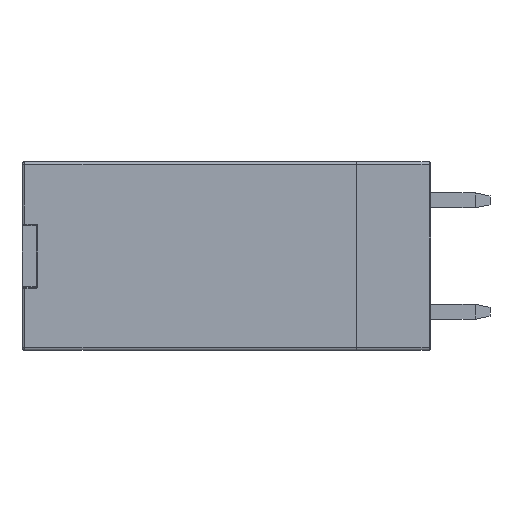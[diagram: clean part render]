
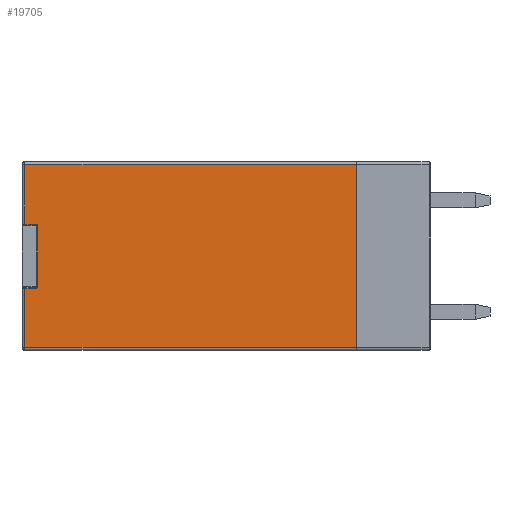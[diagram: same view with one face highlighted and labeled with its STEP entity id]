
A CAD part, left-side view. The second image highlights one B-rep face of the part: STEP entity #19705.
In plain terms, the highlighted planar face has unit normal (-1, 0, 0).
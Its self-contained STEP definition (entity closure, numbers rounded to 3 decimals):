
#315=CIRCLE('',#20587,0.1);
#326=CIRCLE('',#20601,0.1);
#2119=LINE('',#35322,#4019);
#2123=LINE('',#35334,#4023);
#2135=LINE('',#35361,#4035);
#2141=LINE('',#35371,#4041);
#2143=LINE('',#35377,#4043);
#2144=LINE('',#35379,#4044);
#2145=LINE('',#35381,#4045);
#2146=LINE('',#35382,#4046);
#4019=VECTOR('',#23959,10.);
#4023=VECTOR('',#23975,10.);
#4035=VECTOR('',#24009,10.);
#4041=VECTOR('',#24021,10.);
#4043=VECTOR('',#24027,10.);
#4044=VECTOR('',#24028,10.);
#4045=VECTOR('',#24029,10.);
#4046=VECTOR('',#24030,10.);
#5541=FACE_OUTER_BOUND('',#6680,.T.);
#6680=EDGE_LOOP('',(#16620,#16621,#16622,#16623,#16624,#16625,#16626,#16627,
#16628,#16629));
#8941=VERTEX_POINT('',#35288);
#8942=VERTEX_POINT('',#35290);
#8952=VERTEX_POINT('',#35313);
#8953=VERTEX_POINT('',#35315);
#8955=VERTEX_POINT('',#35320);
#8961=VERTEX_POINT('',#35356);
#8962=VERTEX_POINT('',#35370);
#8964=VERTEX_POINT('',#35376);
#8965=VERTEX_POINT('',#35378);
#8966=VERTEX_POINT('',#35380);
#11504=EDGE_CURVE('',#8941,#8942,#315,.T.);
#11515=EDGE_CURVE('',#8952,#8953,#326,.T.);
#11518=EDGE_CURVE('',#8955,#8952,#2119,.T.);
#11525=EDGE_CURVE('',#8953,#8941,#2123,.T.);
#11541=EDGE_CURVE('',#8942,#8961,#2135,.T.);
#11547=EDGE_CURVE('',#8961,#8962,#2141,.T.);
#11550=EDGE_CURVE('',#8964,#8955,#2143,.T.);
#11551=EDGE_CURVE('',#8965,#8964,#2144,.T.);
#11552=EDGE_CURVE('',#8965,#8966,#2145,.T.);
#11553=EDGE_CURVE('',#8962,#8966,#2146,.T.);
#16620=ORIENTED_EDGE('',*,*,#11541,.F.);
#16621=ORIENTED_EDGE('',*,*,#11504,.F.);
#16622=ORIENTED_EDGE('',*,*,#11525,.F.);
#16623=ORIENTED_EDGE('',*,*,#11515,.F.);
#16624=ORIENTED_EDGE('',*,*,#11518,.F.);
#16625=ORIENTED_EDGE('',*,*,#11550,.F.);
#16626=ORIENTED_EDGE('',*,*,#11551,.F.);
#16627=ORIENTED_EDGE('',*,*,#11552,.T.);
#16628=ORIENTED_EDGE('',*,*,#11553,.F.);
#16629=ORIENTED_EDGE('',*,*,#11547,.F.);
#17875=PLANE('',#20626);
#19705=ADVANCED_FACE('',(#5541),#17875,.T.);
#20587=AXIS2_PLACEMENT_3D('',#35291,#23923,#23924);
#20601=AXIS2_PLACEMENT_3D('',#35316,#23951,#23952);
#20626=AXIS2_PLACEMENT_3D('',#35375,#24025,#24026);
#23923=DIRECTION('center_axis',(-1.,0.,0.));
#23924=DIRECTION('ref_axis',(0.,-0.707,0.707));
#23951=DIRECTION('center_axis',(-1.,0.,0.));
#23952=DIRECTION('ref_axis',(0.,-0.707,-0.707));
#23959=DIRECTION('',(0.,-1.,0.));
#23975=DIRECTION('',(0.,0.,1.));
#24009=DIRECTION('',(0.,1.,0.));
#24021=DIRECTION('',(0.,0.,1.));
#24025=DIRECTION('center_axis',(-1.,0.,0.));
#24026=DIRECTION('ref_axis',(0.,-1.,0.));
#24027=DIRECTION('',(0.,0.,1.));
#24028=DIRECTION('',(0.,1.,0.));
#24029=DIRECTION('',(0.,0.,1.));
#24030=DIRECTION('',(0.,-1.,0.));
#35288=CARTESIAN_POINT('',(-14.5,12.7,2.05));
#35290=CARTESIAN_POINT('',(-14.5,12.8,2.15));
#35291=CARTESIAN_POINT('Origin',(-14.5,12.8,2.05));
#35313=CARTESIAN_POINT('',(-14.5,12.8,-2.15));
#35315=CARTESIAN_POINT('',(-14.5,12.7,-2.05));
#35316=CARTESIAN_POINT('Origin',(-14.5,12.8,-2.05));
#35320=CARTESIAN_POINT('',(-14.5,13.55,-2.15));
#35322=CARTESIAN_POINT('',(-14.5,13.25,-2.15));
#35334=CARTESIAN_POINT('',(-14.5,12.7,1.05));
#35356=CARTESIAN_POINT('',(-14.5,13.55,2.15));
#35361=CARTESIAN_POINT('',(-14.5,13.75,2.15));
#35370=CARTESIAN_POINT('',(-14.5,13.55,6.15));
#35371=CARTESIAN_POINT('',(-14.5,13.55,0.));
#35375=CARTESIAN_POINT('Origin',(-14.5,13.75,0.));
#35376=CARTESIAN_POINT('',(-14.5,13.55,-6.15));
#35377=CARTESIAN_POINT('',(-14.5,13.55,0.));
#35378=CARTESIAN_POINT('',(-14.5,-8.74,-6.15));
#35379=CARTESIAN_POINT('',(-14.5,6.875,-6.15));
#35380=CARTESIAN_POINT('',(-14.5,-8.74,6.15));
#35381=CARTESIAN_POINT('',(-14.5,-8.74,0.));
#35382=CARTESIAN_POINT('',(-14.5,6.875,6.15));
